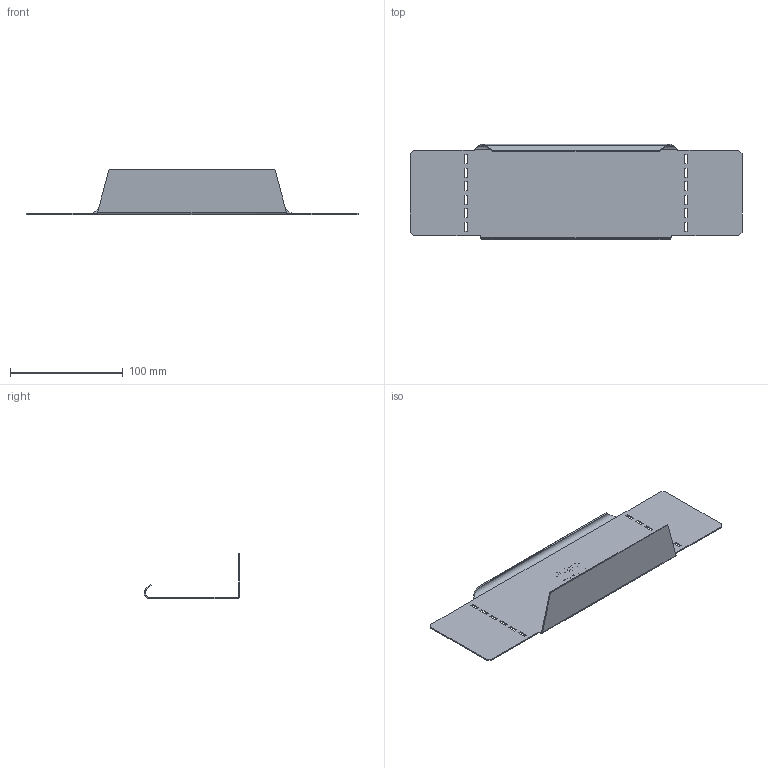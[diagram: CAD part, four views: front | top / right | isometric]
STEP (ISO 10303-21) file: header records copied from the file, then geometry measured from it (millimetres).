
FILE_DESCRIPTION((''),'2;1');
FILE_NAME('7107420','2012-11-26T',('AndreasKeweloh'),(''),'PRO/ENGINEER BY PARAMETRIC TECHNOLOGY CORPORATION, 2012230','PRO/ENGINEER BY PARAMETRIC TECHNOLOGY CORPORATION, 2012230','');
FILE_SCHEMA(('CONFIG_CONTROL_DESIGN'));
Length unit declared in the file: millimetre
Products named in the file (1): 7107420
Bounding box: 295 x 85 x 40 mm (x, y, z)
Volume: 31522.6 mm3; surface area: 64290.9 mm2
Topology: 1 solids, 1 shells, 390 faces, 1045 edges, 692 vertices
Faces by surface type: plane 280, extrusion 74, cylinder 32, bspline 4
Entity records: 14692 total; most frequent: CARTESIAN_POINT 5102, ORIENTED_EDGE 2090, DIRECTION 1645, EDGE_CURVE 1045, VECTOR 905, LINE 831, VERTEX_POINT 692, EDGE_LOOP 449
